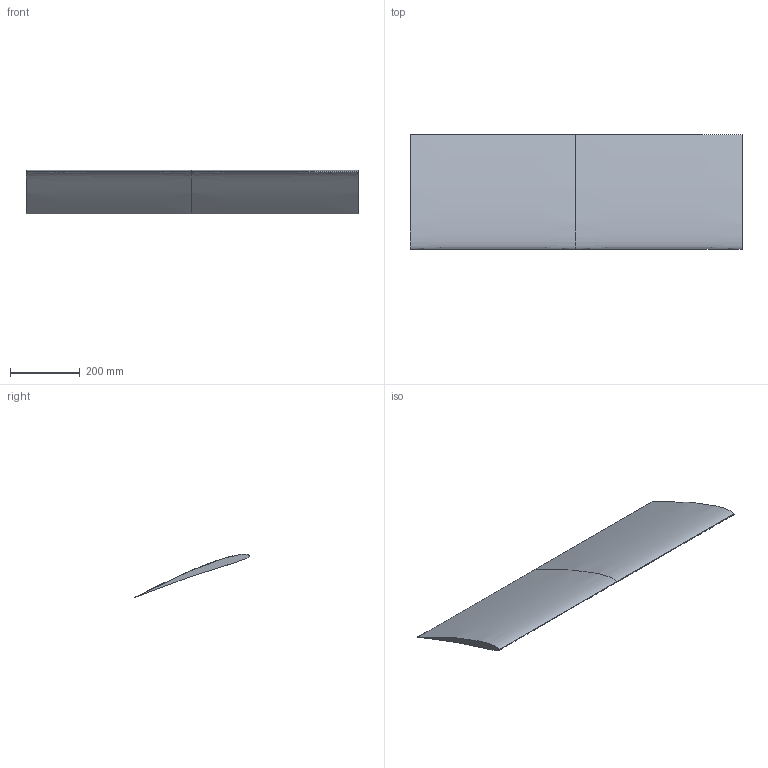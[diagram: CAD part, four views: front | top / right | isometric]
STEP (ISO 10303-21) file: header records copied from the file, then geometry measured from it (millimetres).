
FILE_DESCRIPTION(('CATIA V5 STEP Exchange'),'2;1');
FILE_NAME('rear.stp','2019-11-19T13:10:43+00:00',('none'),('none'),'CATIA Version 5 Release 17 (IN-10)','CATIA V5 STEP AP203','none');
FILE_SCHEMA(('CONFIG_CONTROL_DESIGN'));
Length unit declared in the file: millimetre
Products named in the file (1): rear
Bounding box: 950 x 329.01 x 124.14 mm (x, y, z)
Volume: 4345823.1 mm3; surface area: 680815.5 mm2
Topology: 1 solids, 1 shells, 7 faces, 14 edges, 9 vertices
Faces by surface type: bspline 4, plane 3
Entity records: 7451 total; most frequent: CARTESIAN_POINT 7296, ORIENTED_EDGE 28, EDGE_CURVE 14, B_SPLINE_CURVE_WITH_KNOTS 12, VERTEX_POINT 9, DIRECTION 8, ADVANCED_FACE 7, EDGE_LOOP 7
